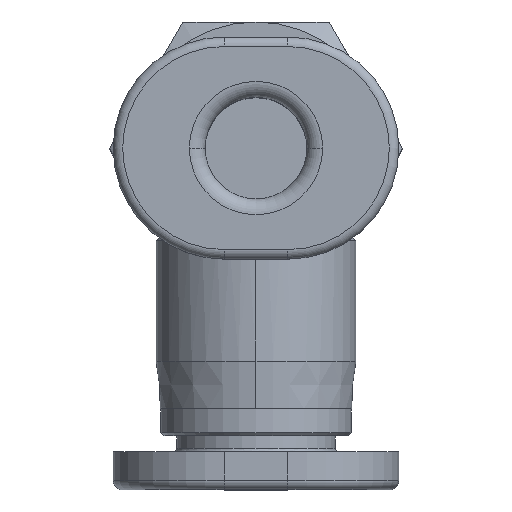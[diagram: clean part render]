
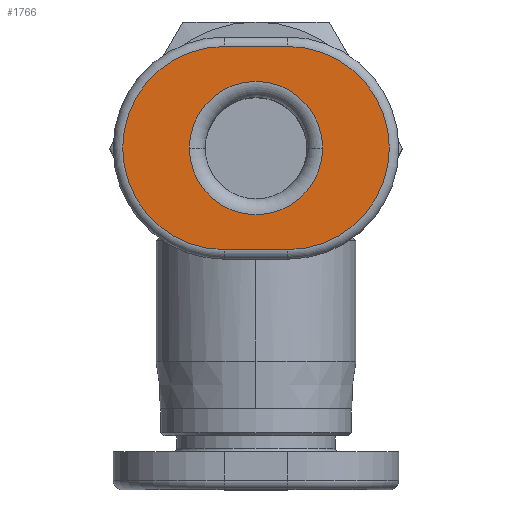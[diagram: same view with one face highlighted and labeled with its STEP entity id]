
A CAD part, top view. The second image highlights one B-rep face of the part: STEP entity #1766.
In plain terms, the highlighted face is planar.
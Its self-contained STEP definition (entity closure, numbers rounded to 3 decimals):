
#1146=CARTESIAN_POINT('',(-2.1,13.075,3.375));
#1147=VERTEX_POINT('',#1146);
#1155=CARTESIAN_POINT('',(2.1,13.075,3.375));
#1156=VERTEX_POINT('',#1155);
#1157=CARTESIAN_POINT('',(0.,13.075,3.375));
#1158=DIRECTION('',(0.0,1.0,0.0));
#1159=DIRECTION('',(1.0,0.0,0.0));
#1160=AXIS2_PLACEMENT_3D('',#1157,#1158,#1159);
#1161=CIRCLE('',#1160,2.1);
#1162=EDGE_CURVE('',#1147,#1156,#1161,.T.);
#1579=CARTESIAN_POINT('',(1.,13.075,0.175));
#1580=VERTEX_POINT('',#1579);
#1581=CARTESIAN_POINT('',(1.,13.075,6.575));
#1582=VERTEX_POINT('',#1581);
#1583=CARTESIAN_POINT('',(1.,13.075,3.375));
#1584=DIRECTION('',(0.0,-1.0,0.0));
#1585=DIRECTION('',(1.0,0.0,0.0));
#1586=AXIS2_PLACEMENT_3D('',#1583,#1584,#1585);
#1587=CIRCLE('',#1586,3.2);
#1588=EDGE_CURVE('',#1580,#1582,#1587,.T.);
#1623=CARTESIAN_POINT('',(-1.,13.075,6.575));
#1624=VERTEX_POINT('',#1623);
#1625=CARTESIAN_POINT('',(1.,13.075,6.575));
#1626=DIRECTION('',(-1.0,0.0,0.0));
#1627=VECTOR('',#1626,2.0);
#1628=LINE('',#1625,#1627);
#1629=EDGE_CURVE('',#1582,#1624,#1628,.T.);
#1663=CARTESIAN_POINT('',(-1.,13.075,0.175));
#1664=VERTEX_POINT('',#1663);
#1672=CARTESIAN_POINT('',(-1.,13.075,0.175));
#1673=DIRECTION('',(1.0,0.0,0.0));
#1674=VECTOR('',#1673,2.0);
#1675=LINE('',#1672,#1674);
#1676=EDGE_CURVE('',#1664,#1580,#1675,.T.);
#1687=CARTESIAN_POINT('',(-1.,13.075,3.375));
#1688=DIRECTION('',(0.0,-1.0,0.0));
#1689=DIRECTION('',(-1.0,0.0,0.0));
#1690=AXIS2_PLACEMENT_3D('',#1687,#1688,#1689);
#1691=CIRCLE('',#1690,3.2);
#1692=EDGE_CURVE('',#1624,#1664,#1691,.T.);
#1745=CARTESIAN_POINT('',(0.,13.075,3.375));
#1746=DIRECTION('',(0.0,-1.0,0.0));
#1747=DIRECTION('',(-1.0,0.0,0.0));
#1748=AXIS2_PLACEMENT_3D('',#1745,#1746,#1747);
#1749=PLANE('',#1748);
#1750=ORIENTED_EDGE('',*,*,#1588,.F.);
#1751=ORIENTED_EDGE('',*,*,#1676,.F.);
#1752=ORIENTED_EDGE('',*,*,#1692,.F.);
#1753=ORIENTED_EDGE('',*,*,#1629,.F.);
#1754=EDGE_LOOP('',(#1750,#1751,#1752,#1753));
#1755=FACE_OUTER_BOUND('',#1754,.T.);
#1756=ORIENTED_EDGE('',*,*,#1162,.F.);
#1757=CARTESIAN_POINT('',(0.,13.075,3.375));
#1758=DIRECTION('',(0.0,1.0,0.0));
#1759=DIRECTION('',(1.0,0.0,0.0));
#1760=AXIS2_PLACEMENT_3D('',#1757,#1758,#1759);
#1761=CIRCLE('',#1760,2.1);
#1762=EDGE_CURVE('',#1156,#1147,#1761,.T.);
#1763=ORIENTED_EDGE('',*,*,#1762,.F.);
#1764=EDGE_LOOP('',(#1756,#1763));
#1765=FACE_BOUND('',#1764,.T.);
#1766=ADVANCED_FACE('',(#1755,#1765),#1749,.F.);
